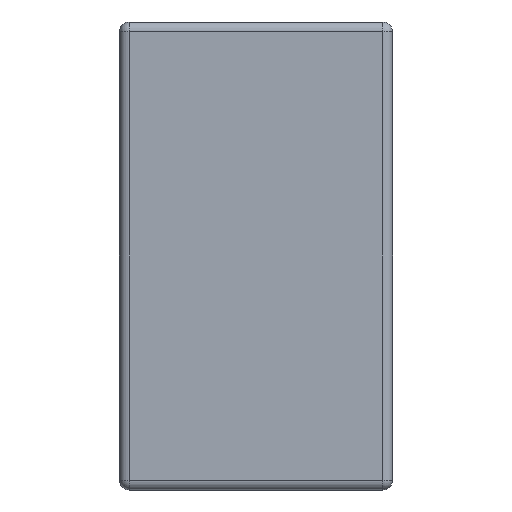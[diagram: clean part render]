
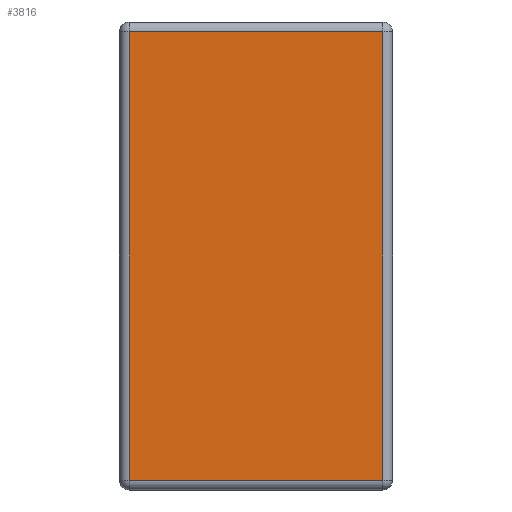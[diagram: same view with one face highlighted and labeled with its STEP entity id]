
A CAD part, left-side view. The second image highlights one B-rep face of the part: STEP entity #3816.
In plain terms, the highlighted planar face has unit normal (-1, 0, 0).
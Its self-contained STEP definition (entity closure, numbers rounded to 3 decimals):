
#27 = EDGE_CURVE ( 'NONE', #3903, #3925, #1153, .T. ) ;
#198 = EDGE_CURVE ( 'NONE', #3925, #4610, #3647, .T. ) ;
#455 = CARTESIAN_POINT ( 'NONE',  ( 0., 1.013, -1.763 ) ) ;
#609 = CARTESIAN_POINT ( 'NONE',  ( 0., 0.037, -1.763 ) ) ;
#826 = LINE ( 'NONE', #4442, #3361 ) ;
#865 = VECTOR ( 'NONE', #1267, 1000. ) ;
#881 = CARTESIAN_POINT ( 'NONE',  ( 0., 0.037, 0. ) ) ;
#917 = DIRECTION ( 'NONE',  ( 0., 0., 1. ) ) ;
#939 = VECTOR ( 'NONE', #4007, 1000. ) ;
#1007 = CARTESIAN_POINT ( 'NONE',  ( 0., 0.037, -0.037 ) ) ;
#1140 = DIRECTION ( 'NONE',  ( 0., 0., -1. ) ) ;
#1153 = LINE ( 'NONE', #881, #865 ) ;
#1180 = VERTEX_POINT ( 'NONE', #455 ) ;
#1222 = CARTESIAN_POINT ( 'NONE',  ( 0., 0., -1.763 ) ) ;
#1255 = DIRECTION ( 'NONE',  ( 0., -1., 0. ) ) ;
#1267 = DIRECTION ( 'NONE',  ( 0., 0., 1. ) ) ;
#1686 = VECTOR ( 'NONE', #1255, 1000. ) ;
#1704 = AXIS2_PLACEMENT_3D ( 'NONE', #4153, #2002, #917 ) ;
#2002 = DIRECTION ( 'NONE',  ( -1., 0., 0. ) ) ;
#2385 = ORIENTED_EDGE ( 'NONE', *, *, #27, .T. ) ;
#2428 = LINE ( 'NONE', #1222, #1686 ) ;
#2629 = ORIENTED_EDGE ( 'NONE', *, *, #198, .T. ) ;
#2705 = PLANE ( 'NONE',  #1704 ) ;
#2730 = ORIENTED_EDGE ( 'NONE', *, *, #4405, .T. ) ;
#3256 = FACE_OUTER_BOUND ( 'NONE', #4516, .T. ) ;
#3311 = EDGE_CURVE ( 'NONE', #1180, #3903, #2428, .T. ) ;
#3361 = VECTOR ( 'NONE', #1140, 1000. ) ;
#3490 = CARTESIAN_POINT ( 'NONE',  ( 0., 1.013, -0.037 ) ) ;
#3647 = LINE ( 'NONE', #4433, #939 ) ;
#3816 = ADVANCED_FACE ( 'NONE', ( #3256 ), #2705, .T. ) ;
#3903 = VERTEX_POINT ( 'NONE', #609 ) ;
#3925 = VERTEX_POINT ( 'NONE', #1007 ) ;
#4007 = DIRECTION ( 'NONE',  ( 0., 1., 0. ) ) ;
#4153 = CARTESIAN_POINT ( 'NONE',  ( 0., 0., 0. ) ) ;
#4348 = ORIENTED_EDGE ( 'NONE', *, *, #3311, .T. ) ;
#4405 = EDGE_CURVE ( 'NONE', #4610, #1180, #826, .T. ) ;
#4433 = CARTESIAN_POINT ( 'NONE',  ( 0., 1.05, -0.037 ) ) ;
#4442 = CARTESIAN_POINT ( 'NONE',  ( 0., 1.013, -1.8 ) ) ;
#4516 = EDGE_LOOP ( 'NONE', ( #4348, #2385, #2629, #2730 ) ) ;
#4610 = VERTEX_POINT ( 'NONE', #3490 ) ;
